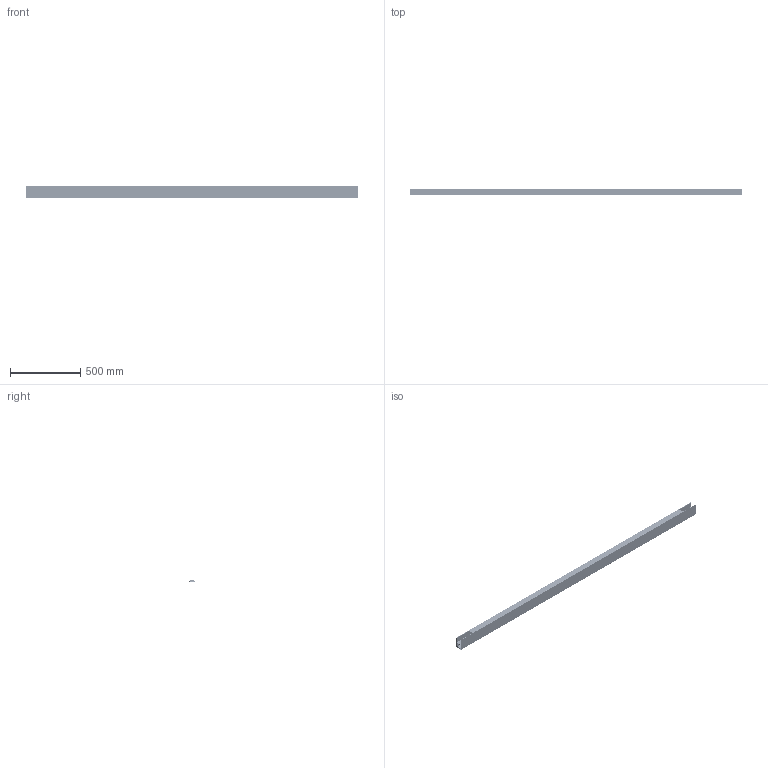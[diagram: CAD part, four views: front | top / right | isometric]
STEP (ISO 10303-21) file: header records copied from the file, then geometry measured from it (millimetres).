
FILE_DESCRIPTION(/* description */ (''),/* implementation_level */ '2;1');
FILE_NAME(/* name */ '009639_--A.39 MICRO REFR 1184 DIR 930-940 DALI - SEMPLIFICATO_2.stp',/* time_stamp */ '2025-02-03T16:11:32+01:00',/* author */ (''),/* organization */ (''),/* preprocessor_version */ 'ST-DEVELOPER v19.3',/* originating_system */ 'SIEMENS PLM Software NX2212.5000',/* authorisation */ '');
FILE_SCHEMA (('AP203_CONFIGURATION_CONTROLLED_3D_DESIGN_OF_MECHANICAL_PARTS_AND_ASSEMBLIES_MIM_LF { 1 0 10303 403 2 1 2}'));
Products named in the file (1): -_objects
Bounding box: 2368 x 45 x 85 mm (x, y, z)
Volume: 1269090.4 mm3; surface area: 1646256.1 mm2
Topology: 18 solids, 18 shells, 8274 faces, 19314 edges, 10284 vertices
Faces by surface type: cylinder 3450, plane 1592, torus 1360, sphere 1056, bspline 544, cone 256, revolution 16
Entity records: 251412 total; most frequent: CARTESIAN_POINT 86561, ORIENTED_EDGE 33956, DIRECTION 31548, EDGE_CURVE 16978, AXIS2_PLACEMENT_3D 12135, EDGE_LOOP 10074, VERTEX_POINT 10028, ADVANCED_FACE 8274
